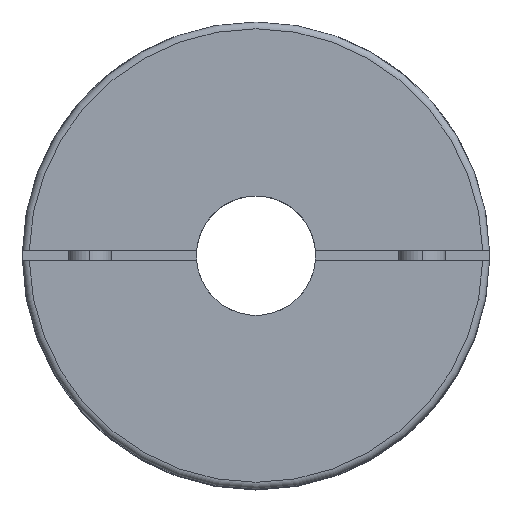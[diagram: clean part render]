
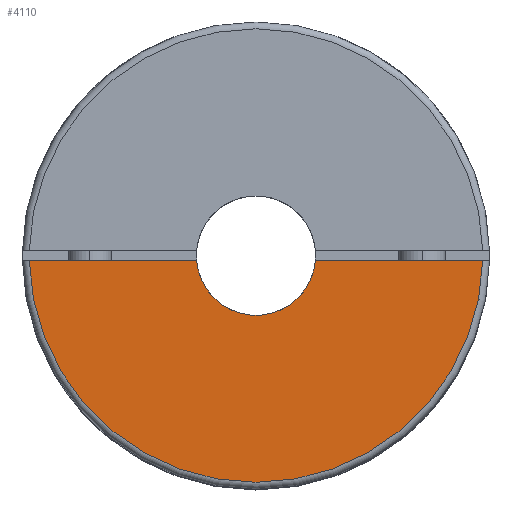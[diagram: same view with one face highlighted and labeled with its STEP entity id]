
A CAD part, top view. The second image highlights one B-rep face of the part: STEP entity #4110.
In plain terms, the highlighted planar face has unit normal (0, 0, 1).
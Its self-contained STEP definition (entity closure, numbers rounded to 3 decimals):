
#268 = LINE ( 'NONE', #1989, #2754 ) ;
#324 = CARTESIAN_POINT ( 'NONE',  ( 0., 0., 0. ) ) ;
#354 = CARTESIAN_POINT ( 'NONE',  ( -27.4, -0.6, 0. ) ) ;
#628 = VERTEX_POINT ( 'NONE', #4188 ) ;
#1326 = VECTOR ( 'NONE', #2963, 1000. ) ;
#1335 = FACE_OUTER_BOUND ( 'NONE', #4204, .T. ) ;
#1417 = DIRECTION ( 'NONE',  ( 0., 0., 1. ) ) ;
#1448 = EDGE_CURVE ( 'NONE', #628, #1450, #2595, .T. ) ;
#1450 = VERTEX_POINT ( 'NONE', #5079 ) ;
#1688 = ORIENTED_EDGE ( 'NONE', *, *, #4578, .T. ) ;
#1898 = CARTESIAN_POINT ( 'NONE',  ( -6.974, -0.6, 0. ) ) ;
#1952 = ORIENTED_EDGE ( 'NONE', *, *, #1448, .F. ) ;
#1986 = DIRECTION ( 'NONE',  ( -1., 0., 0. ) ) ;
#1989 = CARTESIAN_POINT ( 'NONE',  ( -27.4, -0.6, 0. ) ) ;
#2065 = ORIENTED_EDGE ( 'NONE', *, *, #2109, .F. ) ;
#2109 = EDGE_CURVE ( 'NONE', #1450, #2989, #2529, .T. ) ;
#2529 = LINE ( 'NONE', #354, #1326 ) ;
#2595 = CIRCLE ( 'NONE', #3783, 26.6 ) ;
#2754 = VECTOR ( 'NONE', #5454, 1000. ) ;
#2963 = DIRECTION ( 'NONE',  ( 1., 0., 0. ) ) ;
#2989 = VERTEX_POINT ( 'NONE', #1898 ) ;
#3151 = DIRECTION ( 'NONE',  ( 1., 0., 0. ) ) ;
#3301 = CARTESIAN_POINT ( 'NONE',  ( 6.974, -0.6, 0. ) ) ;
#3304 = CARTESIAN_POINT ( 'NONE',  ( 0., 0., 0. ) ) ;
#3350 = AXIS2_PLACEMENT_3D ( 'NONE', #3304, #3360, #5077 ) ;
#3360 = DIRECTION ( 'NONE',  ( 0., 0., -1. ) ) ;
#3694 = EDGE_CURVE ( 'NONE', #3752, #628, #268, .T. ) ;
#3752 = VERTEX_POINT ( 'NONE', #3301 ) ;
#3783 = AXIS2_PLACEMENT_3D ( 'NONE', #324, #4185, #1986 ) ;
#4110 = ADVANCED_FACE ( 'NONE', ( #1335 ), #4807, .T. ) ;
#4185 = DIRECTION ( 'NONE',  ( 0., 0., -1. ) ) ;
#4188 = CARTESIAN_POINT ( 'NONE',  ( 26.593, -0.6, 0. ) ) ;
#4204 = EDGE_LOOP ( 'NONE', ( #2065, #1952, #5246, #1688 ) ) ;
#4381 = AXIS2_PLACEMENT_3D ( 'NONE', #5293, #1417, #3151 ) ;
#4578 = EDGE_CURVE ( 'NONE', #3752, #2989, #4969, .T. ) ;
#4807 = PLANE ( 'NONE',  #4381 ) ;
#4969 = CIRCLE ( 'NONE', #3350, 7. ) ;
#5077 = DIRECTION ( 'NONE',  ( -1., 0., 0. ) ) ;
#5079 = CARTESIAN_POINT ( 'NONE',  ( -26.593, -0.6, 0. ) ) ;
#5246 = ORIENTED_EDGE ( 'NONE', *, *, #3694, .F. ) ;
#5293 = CARTESIAN_POINT ( 'NONE',  ( 0., 26.6, 0. ) ) ;
#5454 = DIRECTION ( 'NONE',  ( 1., 0., 0. ) ) ;
